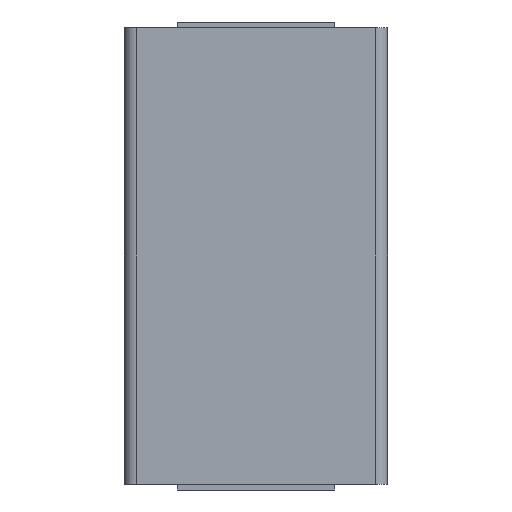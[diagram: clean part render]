
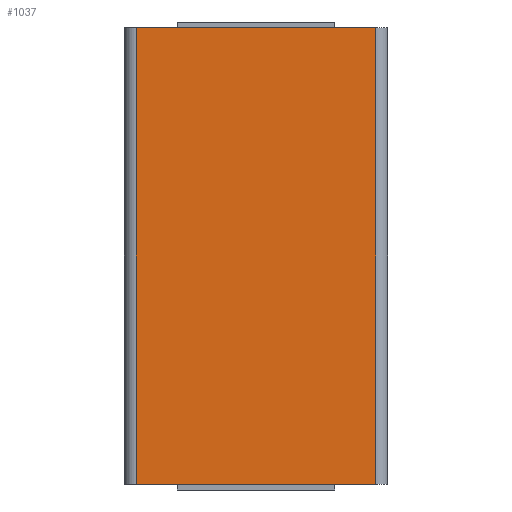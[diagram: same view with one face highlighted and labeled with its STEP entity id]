
A CAD part, left-side view. The second image highlights one B-rep face of the part: STEP entity #1037.
In plain terms, the highlighted planar face has unit normal (-1, 0, 0).
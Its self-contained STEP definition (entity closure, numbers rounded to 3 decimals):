
#304=DIRECTION('',(0.,-1.,0.));
#305=VECTOR('',#304,0.41);
#306=CARTESIAN_POINT('',(-0.775,0.205,-0.39));
#307=LINE('',#306,#305);
#360=DIRECTION('',(0.,0.,-1.));
#361=VECTOR('',#360,0.78);
#362=CARTESIAN_POINT('',(-0.775,-0.205,0.39));
#363=LINE('',#362,#361);
#364=DIRECTION('',(0.,0.,-1.));
#365=VECTOR('',#364,0.78);
#366=CARTESIAN_POINT('',(-0.775,0.205,0.39));
#367=LINE('',#366,#365);
#422=DIRECTION('',(0.,-1.,0.));
#423=VECTOR('',#422,0.41);
#424=CARTESIAN_POINT('',(-0.775,0.205,0.39));
#425=LINE('',#424,#423);
#687=CARTESIAN_POINT('',(-0.775,-0.205,-0.39));
#689=VERTEX_POINT('',#687);
#690=CARTESIAN_POINT('',(-0.775,-0.205,0.39));
#691=VERTEX_POINT('',#690);
#694=CARTESIAN_POINT('',(-0.775,0.205,-0.39));
#696=VERTEX_POINT('',#694);
#700=CARTESIAN_POINT('',(-0.775,0.205,0.39));
#701=VERTEX_POINT('',#700);
#1024=CARTESIAN_POINT('',(-0.775,0.225,-0.39));
#1025=DIRECTION('',(-1.,0.,0.));
#1026=DIRECTION('',(0.,-1.,0.));
#1027=AXIS2_PLACEMENT_3D('',#1024,#1025,#1026);
#1028=PLANE('',#1027);
#1029=ORIENTED_EDGE('',*,*,#1016,.T.);
#1030=ORIENTED_EDGE('',*,*,#944,.F.);
#1032=ORIENTED_EDGE('',*,*,#1031,.F.);
#1034=ORIENTED_EDGE('',*,*,#1033,.T.);
#1035=EDGE_LOOP('',(#1029,#1030,#1032,#1034));
#1036=FACE_OUTER_BOUND('',#1035,.F.);
#944=EDGE_CURVE('',#696,#689,#307,.T.);
#1016=EDGE_CURVE('',#691,#689,#363,.T.);
#1031=EDGE_CURVE('',#701,#696,#367,.T.);
#1033=EDGE_CURVE('',#701,#691,#425,.T.);
#1037=ADVANCED_FACE('',(#1036),#1028,.T.);
